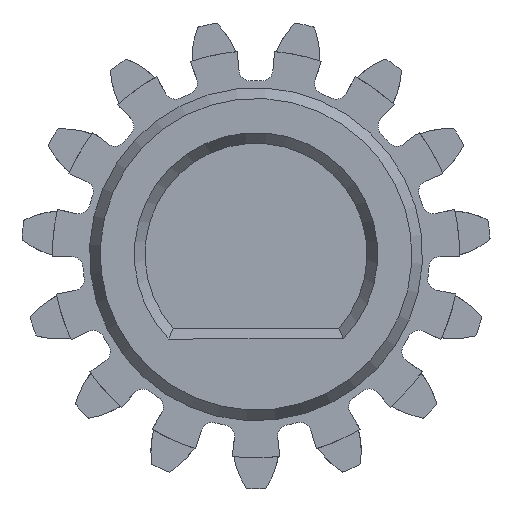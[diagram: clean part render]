
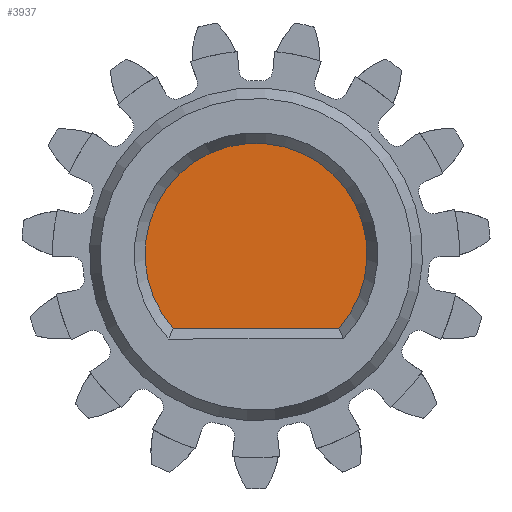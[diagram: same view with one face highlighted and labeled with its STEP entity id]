
A CAD part, front view. The second image highlights one B-rep face of the part: STEP entity #3937.
In plain terms, the highlighted planar face has unit normal (0, -1, 0).
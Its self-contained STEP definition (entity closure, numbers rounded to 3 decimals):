
#286=PLANE('',#4217);
#376=FACE_OUTER_BOUND('',#604,.T.);
#604=EDGE_LOOP('',(#2768,#2769));
#830=LINE('',#6100,#1111);
#1111=VECTOR('',#4761,10.);
#1392=CIRCLE('',#4210,3.);
#1707=VERTEX_POINT('',#6097);
#1708=VERTEX_POINT('',#6099);
#2116=EDGE_CURVE('',#1707,#1708,#830,.T.);
#2120=EDGE_CURVE('',#1708,#1707,#1392,.F.);
#2768=ORIENTED_EDGE('',*,*,#2120,.F.);
#2769=ORIENTED_EDGE('',*,*,#2116,.F.);
#3937=ADVANCED_FACE('',(#376),#286,.T.);
#4210=AXIS2_PLACEMENT_3D('',#6106,#4771,#4772);
#4217=AXIS2_PLACEMENT_3D('',#6118,#4787,#4788);
#4761=DIRECTION('',(-1.,0.,0.));
#4771=DIRECTION('center_axis',(0.,-1.,0.));
#4772=DIRECTION('ref_axis',(-0.118,0.,0.993));
#4787=DIRECTION('center_axis',(0.,-1.,0.));
#4788=DIRECTION('ref_axis',(-0.118,0.,0.993));
#6097=CARTESIAN_POINT('',(2.237,-1.5,-1.999));
#6099=CARTESIAN_POINT('',(-2.235,-1.5,-2.001));
#6100=CARTESIAN_POINT('',(1.146,-1.5,-2.));
#6106=CARTESIAN_POINT('Origin',(0.,-1.5,0.));
#6118=CARTESIAN_POINT('Origin',(0.,-1.5,0.));
